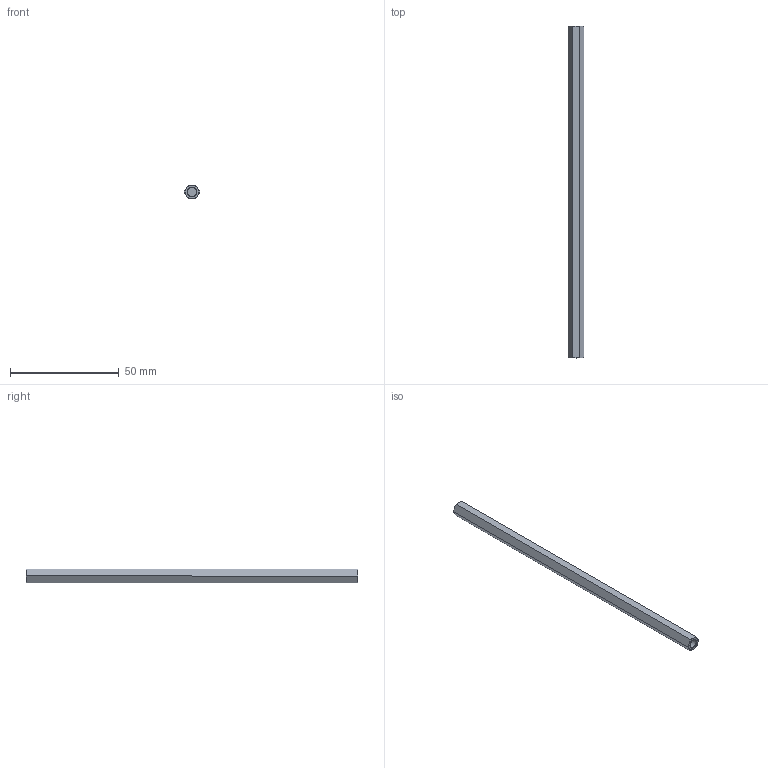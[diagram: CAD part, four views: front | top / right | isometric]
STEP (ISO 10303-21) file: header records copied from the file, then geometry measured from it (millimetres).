
FILE_DESCRIPTION(/* description */ (''),/* implementation_level */ '2;1');
FILE_NAME(/* name */ 'Standoff 6.00''''.ipt.step',/* time_stamp */ '2020-04-16T23:21:04-04:00',/* author */ ('Jordan'),/* organization */ (''),/* preprocessor_version */ 'ST-DEVELOPER v17',/* originating_system */ 'Autodesk Inventor 2019',/* authorisation */ '');
FILE_SCHEMA (('AUTOMOTIVE_DESIGN { 1 0 10303 214 3 1 1 }'));
Length unit declared in the file: inch
Products named in the file (1): Standoff 6.00''
Bounding box: 7.33 x 152.4 x 6.35 mm (x, y, z)
Volume: 4970.9 mm3; surface area: 3753.3 mm2
Topology: 1 solids, 1 shells, 16 faces, 43 edges, 31 vertices
Faces by surface type: plane 10, torus 2, cone 2, cylinder 2
Full cylindrical faces by diameter (mm): 4.191 x2
Entity records: 593 total; most frequent: CARTESIAN_POINT 155, ORIENTED_EDGE 86, DIRECTION 78, EDGE_CURVE 43, AXIS2_PLACEMENT_3D 34, VERTEX_POINT 31, EDGE_LOOP 18, CIRCLE 17
